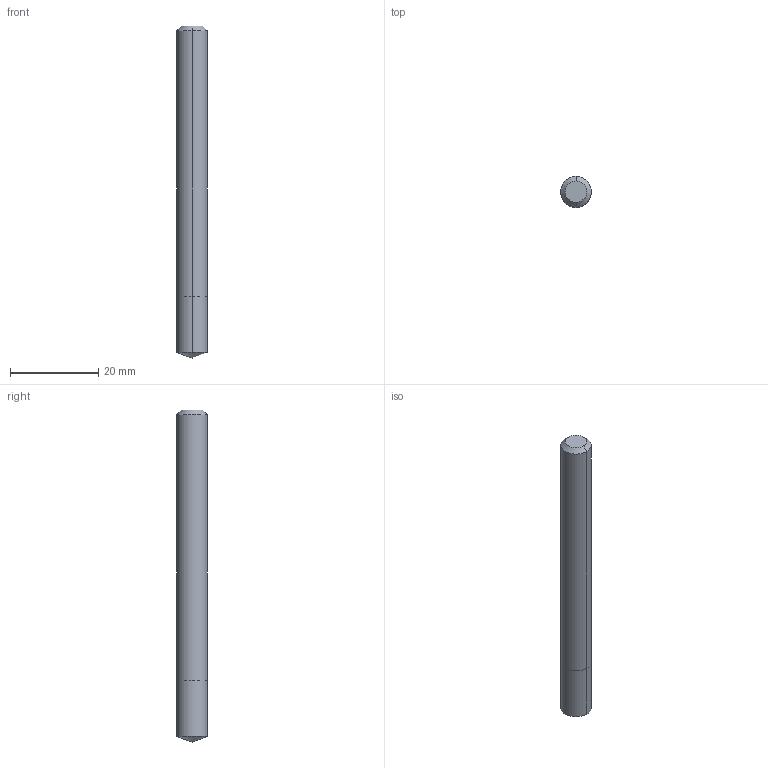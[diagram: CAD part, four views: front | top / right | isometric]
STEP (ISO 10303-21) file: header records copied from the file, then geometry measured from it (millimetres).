
FILE_DESCRIPTION(/* description */ (''),/* implementation_level */ '2;1');
FILE_NAME(/* name */ 'DWAE0700X02S070.stp',/* time_stamp */ '2023-03-13T18:02:17+09:00',/* author */ (''),/* organization */ (''),/* preprocessor_version */ 'ST-DEVELOPER v16',/* originating_system */ 'SIEMENS PLM Software NX 10.0',/* authorisation */ '');
FILE_SCHEMA (('AUTOMOTIVE_DESIGN { 1 0 10303 214 3 1 1 1 }'));
Length unit declared in the file: millimetre
Products named in the file (1): DWAE0700X02S070_ASM
Bounding box: 7 x 7 x 75.27 mm (x, y, z)
Volume: 2853.3 mm3; surface area: 1768.8 mm2
Topology: 2 solids, 2 shells, 11 faces, 24 edges, 20 vertices
Faces by surface type: cylinder 4, cone 4, plane 3
Entity records: 418 total; most frequent: DIRECTION 76, CARTESIAN_POINT 56, ORIENTED_EDGE 36, AXIS2_PLACEMENT_3D 32, EDGE_CURVE 18, STYLED_ITEM 17, PRESENTATION_STYLE_ASSIGNMENT 17, CURVE_STYLE 14
